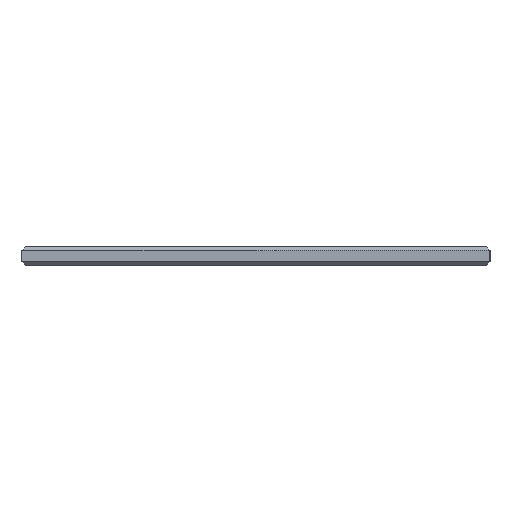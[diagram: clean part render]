
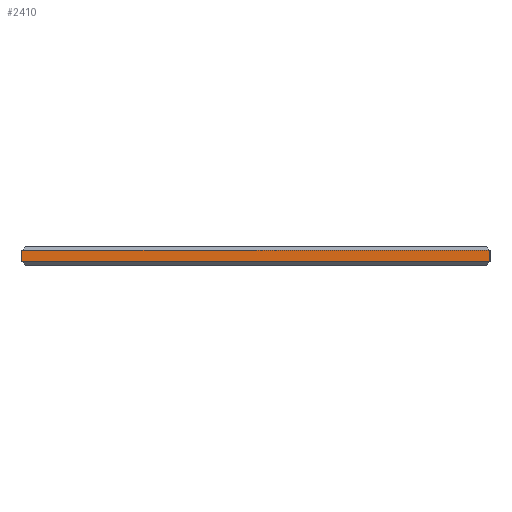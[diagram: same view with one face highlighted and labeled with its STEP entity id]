
A CAD part, left-side view. The second image highlights one B-rep face of the part: STEP entity #2410.
In plain terms, the highlighted planar face has unit normal (-1, 0, 0).
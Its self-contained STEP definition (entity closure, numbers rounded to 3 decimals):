
#140 = LINE ( 'NONE', #5836, #3330 ) ;
#461 = VERTEX_POINT ( 'NONE', #4113 ) ;
#909 = CARTESIAN_POINT ( 'NONE',  ( -18., -12.5, 0.5 ) ) ;
#1218 = CARTESIAN_POINT ( 'NONE',  ( -18., -12.5, -0.3 ) ) ;
#1726 = LINE ( 'NONE', #4614, #3707 ) ;
#2133 = CARTESIAN_POINT ( 'NONE',  ( -18., 12.5, -0.3 ) ) ;
#2199 = DIRECTION ( 'NONE',  ( 1., 0., 0. ) ) ;
#2410 = ADVANCED_FACE ( 'NONE', ( #6965 ), #7110, .F. ) ;
#3108 = EDGE_LOOP ( 'NONE', ( #6615, #3164, #4476, #6094 ) ) ;
#3164 = ORIENTED_EDGE ( 'NONE', *, *, #5094, .T. ) ;
#3244 = CARTESIAN_POINT ( 'NONE',  ( -18., 12.5, -0.3 ) ) ;
#3330 = VECTOR ( 'NONE', #5862, 1000. ) ;
#3478 = AXIS2_PLACEMENT_3D ( 'NONE', #4587, #2199, #3487 ) ;
#3487 = DIRECTION ( 'NONE',  ( 0., 0., -1. ) ) ;
#3707 = VECTOR ( 'NONE', #6948, 1000. ) ;
#3853 = CARTESIAN_POINT ( 'NONE',  ( -18., -12.5, 0.3 ) ) ;
#3934 = DIRECTION ( 'NONE',  ( 0., -1., 0. ) ) ;
#3986 = VECTOR ( 'NONE', #3934, 1000. ) ;
#4113 = CARTESIAN_POINT ( 'NONE',  ( -18., 12.5, 0.3 ) ) ;
#4476 = ORIENTED_EDGE ( 'NONE', *, *, #5347, .F. ) ;
#4563 = VERTEX_POINT ( 'NONE', #1218 ) ;
#4587 = CARTESIAN_POINT ( 'NONE',  ( -18., 12.5, 0.5 ) ) ;
#4614 = CARTESIAN_POINT ( 'NONE',  ( -18., 12.5, 0.3 ) ) ;
#4790 = EDGE_CURVE ( 'NONE', #5053, #461, #1726, .T. ) ;
#4837 = EDGE_CURVE ( 'NONE', #461, #6059, #140, .T. ) ;
#5053 = VERTEX_POINT ( 'NONE', #3853 ) ;
#5094 = EDGE_CURVE ( 'NONE', #6059, #4563, #5587, .T. ) ;
#5138 = DIRECTION ( 'NONE',  ( 0., 0., -1. ) ) ;
#5347 = EDGE_CURVE ( 'NONE', #5053, #4563, #6453, .T. ) ;
#5587 = LINE ( 'NONE', #3244, #3986 ) ;
#5836 = CARTESIAN_POINT ( 'NONE',  ( -18., 12.5, 0.5 ) ) ;
#5862 = DIRECTION ( 'NONE',  ( 0., 0., -1. ) ) ;
#6059 = VERTEX_POINT ( 'NONE', #2133 ) ;
#6094 = ORIENTED_EDGE ( 'NONE', *, *, #4790, .T. ) ;
#6453 = LINE ( 'NONE', #909, #6640 ) ;
#6615 = ORIENTED_EDGE ( 'NONE', *, *, #4837, .T. ) ;
#6640 = VECTOR ( 'NONE', #5138, 1000. ) ;
#6948 = DIRECTION ( 'NONE',  ( 0., 1., 0. ) ) ;
#6965 = FACE_OUTER_BOUND ( 'NONE', #3108, .T. ) ;
#7110 = PLANE ( 'NONE',  #3478 ) ;
